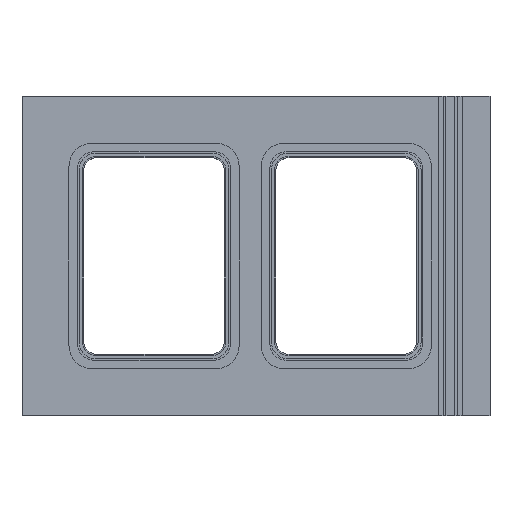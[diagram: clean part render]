
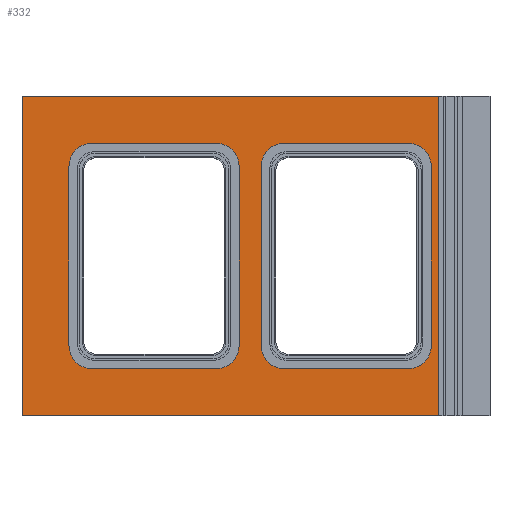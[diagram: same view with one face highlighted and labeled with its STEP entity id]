
A CAD part, top view. The second image highlights one B-rep face of the part: STEP entity #332.
In plain terms, the highlighted planar face has unit normal (0, 0, 1).
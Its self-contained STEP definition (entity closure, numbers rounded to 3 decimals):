
#332=ADVANCED_FACE('',(#1338,#1340,#1342),#1344,.T.);
#1338=FACE_BOUND('',#1339,.T.);
#1339=EDGE_LOOP('',(#2097,#2098,#2099,#2100));
#1340=FACE_BOUND('',#1341,.T.);
#1341=EDGE_LOOP('',(#2101,#2102,#2103,#2104,#2105,#2106,#2107,#2108));
#1342=FACE_BOUND('',#1343,.T.);
#1343=EDGE_LOOP('',(#2109,#2110,#2111,#2112,#2113,#2114,#2115,#2116));
#1344=PLANE('',#1345);
#1345=AXIS2_PLACEMENT_3D('',#1346,#1347,#1348);
#1346=CARTESIAN_POINT('',(0.,0.,18.));
#1347=DIRECTION('',(0.,0.,1.));
#1348=DIRECTION('',(1.,0.,0.));
#2097=ORIENTED_EDGE('',*,*,#2643,.T.);
#2098=ORIENTED_EDGE('',*,*,#2585,.T.);
#2099=ORIENTED_EDGE('',*,*,#2580,.T.);
#2100=ORIENTED_EDGE('',*,*,#2609,.T.);
#2101=ORIENTED_EDGE('',*,*,#2644,.T.);
#2102=ORIENTED_EDGE('',*,*,#2645,.T.);
#2103=ORIENTED_EDGE('',*,*,#2646,.T.);
#2104=ORIENTED_EDGE('',*,*,#2647,.T.);
#2105=ORIENTED_EDGE('',*,*,#2648,.T.);
#2106=ORIENTED_EDGE('',*,*,#2649,.T.);
#2107=ORIENTED_EDGE('',*,*,#2650,.T.);
#2108=ORIENTED_EDGE('',*,*,#2651,.T.);
#2109=ORIENTED_EDGE('',*,*,#2652,.T.);
#2110=ORIENTED_EDGE('',*,*,#2653,.T.);
#2111=ORIENTED_EDGE('',*,*,#2654,.T.);
#2112=ORIENTED_EDGE('',*,*,#2655,.T.);
#2113=ORIENTED_EDGE('',*,*,#2656,.T.);
#2114=ORIENTED_EDGE('',*,*,#2657,.T.);
#2115=ORIENTED_EDGE('',*,*,#2658,.T.);
#2116=ORIENTED_EDGE('',*,*,#2659,.T.);
#2580=EDGE_CURVE('',#2909,#2907,#2910,.T.);
#2585=EDGE_CURVE('',#2918,#2909,#2919,.T.);
#2609=EDGE_CURVE('',#2907,#2963,#2965,.T.);
#2643=EDGE_CURVE('',#2963,#2918,#3015,.F.);
#2644=EDGE_CURVE('',#3016,#3017,#3018,.F.);
#2645=EDGE_CURVE('',#3017,#3019,#3020,.F.);
#2646=EDGE_CURVE('',#3019,#3021,#3022,.F.);
#2647=EDGE_CURVE('',#3021,#3023,#3024,.F.);
#2648=EDGE_CURVE('',#3023,#3025,#3026,.F.);
#2649=EDGE_CURVE('',#3025,#3027,#3028,.F.);
#2650=EDGE_CURVE('',#3027,#3029,#3030,.F.);
#2651=EDGE_CURVE('',#3029,#3016,#3031,.F.);
#2652=EDGE_CURVE('',#3032,#3033,#3034,.F.);
#2653=EDGE_CURVE('',#3033,#3035,#3036,.F.);
#2654=EDGE_CURVE('',#3035,#3037,#3038,.F.);
#2655=EDGE_CURVE('',#3037,#3039,#3040,.F.);
#2656=EDGE_CURVE('',#3039,#3041,#3042,.F.);
#2657=EDGE_CURVE('',#3041,#3043,#3044,.F.);
#2658=EDGE_CURVE('',#3043,#3045,#3046,.F.);
#2659=EDGE_CURVE('',#3045,#3032,#3047,.F.);
#2907=VERTEX_POINT('',#3485);
#2909=VERTEX_POINT('',#3489);
#2910=LINE('',#3490,#3491);
#2918=VERTEX_POINT('',#3508);
#2919=LINE('',#3509,#3510);
#2963=VERTEX_POINT('',#3599);
#2965=LINE('',#3603,#3604);
#3015=LINE('',#3729,#3730);
#3016=VERTEX_POINT('',#3732);
#3017=VERTEX_POINT('',#3733);
#3018=LINE('',#3734,#3735);
#3019=VERTEX_POINT('',#3737);
#3020=CIRCLE('',#3738,16.);
#3021=VERTEX_POINT('',#3742);
#3022=LINE('',#3743,#3744);
#3023=VERTEX_POINT('',#3746);
#3024=CIRCLE('',#3747,16.);
#3025=VERTEX_POINT('',#3751);
#3026=LINE('',#3752,#3753);
#3027=VERTEX_POINT('',#3755);
#3028=CIRCLE('',#3756,16.);
#3029=VERTEX_POINT('',#3760);
#3030=LINE('',#3761,#3762);
#3031=CIRCLE('',#3764,16.);
#3032=VERTEX_POINT('',#3768);
#3033=VERTEX_POINT('',#3769);
#3034=LINE('',#3770,#3771);
#3035=VERTEX_POINT('',#3773);
#3036=CIRCLE('',#3774,16.);
#3037=VERTEX_POINT('',#3778);
#3038=LINE('',#3779,#3780);
#3039=VERTEX_POINT('',#3782);
#3040=CIRCLE('',#3783,16.);
#3041=VERTEX_POINT('',#3787);
#3042=LINE('',#3788,#3789);
#3043=VERTEX_POINT('',#3791);
#3044=CIRCLE('',#3792,16.);
#3045=VERTEX_POINT('',#3796);
#3046=LINE('',#3797,#3798);
#3047=CIRCLE('',#3800,16.);
#3485=CARTESIAN_POINT('',(0.,-218.,18.));
#3489=CARTESIAN_POINT('',(0.,0.,18.));
#3490=CARTESIAN_POINT('',(0.,0.,18.));
#3491=VECTOR('',#3492,1.);
#3492=DIRECTION('',(0.,-1.,0.));
#3508=CARTESIAN_POINT('',(284.,0.,18.));
#3509=CARTESIAN_POINT('',(284.,0.,18.));
#3510=VECTOR('',#3511,1.);
#3511=DIRECTION('',(-1.,0.,0.));
#3599=CARTESIAN_POINT('',(284.,-218.,18.));
#3603=CARTESIAN_POINT('',(0.,-218.,18.));
#3604=VECTOR('',#3605,1.);
#3605=DIRECTION('',(1.,0.,0.));
#3729=CARTESIAN_POINT('',(284.,0.,18.));
#3730=VECTOR('',#3731,1.);
#3731=DIRECTION('',(0.,-1.,0.));
#3732=CARTESIAN_POINT('',(48.,-32.,18.));
#3733=CARTESIAN_POINT('',(132.,-32.,18.));
#3734=CARTESIAN_POINT('',(132.,-32.,18.));
#3735=VECTOR('',#3736,1.);
#3736=DIRECTION('',(-1.,0.,0.));
#3737=CARTESIAN_POINT('',(148.,-48.,18.));
#3738=AXIS2_PLACEMENT_3D('',#3739,#3740,#3741);
#3739=CARTESIAN_POINT('',(132.,-48.,18.));
#3740=DIRECTION('',(0.,0.,1.));
#3741=DIRECTION('',(1.,0.,0.));
#3742=CARTESIAN_POINT('',(148.,-170.,18.));
#3743=CARTESIAN_POINT('',(148.,-170.,18.));
#3744=VECTOR('',#3745,1.);
#3745=DIRECTION('',(0.,1.,0.));
#3746=CARTESIAN_POINT('',(132.,-186.,18.));
#3747=AXIS2_PLACEMENT_3D('',#3748,#3749,#3750);
#3748=CARTESIAN_POINT('',(132.,-170.,18.));
#3749=DIRECTION('',(-0.,0.,1.));
#3750=DIRECTION('',(0.,-1.,0.));
#3751=CARTESIAN_POINT('',(48.,-186.,18.));
#3752=CARTESIAN_POINT('',(48.,-186.,18.));
#3753=VECTOR('',#3754,1.);
#3754=DIRECTION('',(1.,0.,0.));
#3755=CARTESIAN_POINT('',(32.,-170.,18.));
#3756=AXIS2_PLACEMENT_3D('',#3757,#3758,#3759);
#3757=CARTESIAN_POINT('',(48.,-170.,18.));
#3758=DIRECTION('',(0.,0.,1.));
#3759=DIRECTION('',(-1.,0.,0.));
#3760=CARTESIAN_POINT('',(32.,-48.,18.));
#3761=CARTESIAN_POINT('',(32.,-48.,18.));
#3762=VECTOR('',#3763,1.);
#3763=DIRECTION('',(0.,-1.,0.));
#3764=AXIS2_PLACEMENT_3D('',#3765,#3766,#3767);
#3765=CARTESIAN_POINT('',(48.,-48.,18.));
#3766=DIRECTION('',(0.,-0.,1.));
#3767=DIRECTION('',(0.,1.,0.));
#3768=CARTESIAN_POINT('',(179.,-32.,18.));
#3769=CARTESIAN_POINT('',(263.,-32.,18.));
#3770=CARTESIAN_POINT('',(263.,-32.,18.));
#3771=VECTOR('',#3772,1.);
#3772=DIRECTION('',(-1.,0.,0.));
#3773=CARTESIAN_POINT('',(279.,-48.,18.));
#3774=AXIS2_PLACEMENT_3D('',#3775,#3776,#3777);
#3775=CARTESIAN_POINT('',(263.,-48.,18.));
#3776=DIRECTION('',(0.,0.,1.));
#3777=DIRECTION('',(1.,0.,0.));
#3778=CARTESIAN_POINT('',(279.,-170.,18.));
#3779=CARTESIAN_POINT('',(279.,-170.,18.));
#3780=VECTOR('',#3781,1.);
#3781=DIRECTION('',(0.,1.,0.));
#3782=CARTESIAN_POINT('',(263.,-186.,18.));
#3783=AXIS2_PLACEMENT_3D('',#3784,#3785,#3786);
#3784=CARTESIAN_POINT('',(263.,-170.,18.));
#3785=DIRECTION('',(-0.,0.,1.));
#3786=DIRECTION('',(0.,-1.,0.));
#3787=CARTESIAN_POINT('',(179.,-186.,18.));
#3788=CARTESIAN_POINT('',(179.,-186.,18.));
#3789=VECTOR('',#3790,1.);
#3790=DIRECTION('',(1.,0.,0.));
#3791=CARTESIAN_POINT('',(163.,-170.,18.));
#3792=AXIS2_PLACEMENT_3D('',#3793,#3794,#3795);
#3793=CARTESIAN_POINT('',(179.,-170.,18.));
#3794=DIRECTION('',(0.,0.,1.));
#3795=DIRECTION('',(-1.,0.,0.));
#3796=CARTESIAN_POINT('',(163.,-48.,18.));
#3797=CARTESIAN_POINT('',(163.,-48.,18.));
#3798=VECTOR('',#3799,1.);
#3799=DIRECTION('',(0.,-1.,0.));
#3800=AXIS2_PLACEMENT_3D('',#3801,#3802,#3803);
#3801=CARTESIAN_POINT('',(179.,-48.,18.));
#3802=DIRECTION('',(0.,-0.,1.));
#3803=DIRECTION('',(0.,1.,0.));
